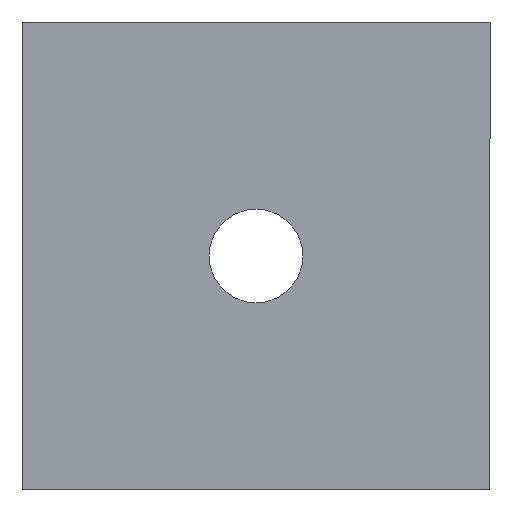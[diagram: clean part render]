
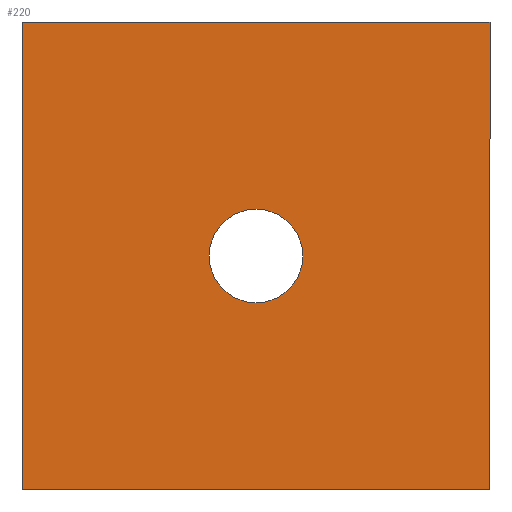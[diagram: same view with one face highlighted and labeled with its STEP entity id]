
A CAD part, front view. The second image highlights one B-rep face of the part: STEP entity #220.
In plain terms, the highlighted planar face has unit normal (0, -1, 0).
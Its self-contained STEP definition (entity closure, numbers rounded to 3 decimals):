
#6 = CARTESIAN_POINT ( 'NONE',  ( 0., 0., 0. ) ) ;
#9 = DIRECTION ( 'NONE',  ( 1., 0., 0. ) ) ;
#13 = VECTOR ( 'NONE', #33, 1000. ) ;
#14 = DIRECTION ( 'NONE',  ( 0., 1., 0. ) ) ;
#18 = CARTESIAN_POINT ( 'NONE',  ( -25., 0., 25. ) ) ;
#19 = VERTEX_POINT ( 'NONE', #354 ) ;
#26 = VECTOR ( 'NONE', #168, 1000. ) ;
#28 = EDGE_CURVE ( 'NONE', #102, #328, #84, .T. ) ;
#33 = DIRECTION ( 'NONE',  ( -1., 0., 0. ) ) ;
#34 = DIRECTION ( 'NONE',  ( 0., 0., 1. ) ) ;
#41 = CARTESIAN_POINT ( 'NONE',  ( 0., 0., 0. ) ) ;
#44 = CARTESIAN_POINT ( 'NONE',  ( 25., 0., -25. ) ) ;
#54 = LINE ( 'NONE', #334, #26 ) ;
#57 = CARTESIAN_POINT ( 'NONE',  ( -25., 0., -25. ) ) ;
#64 = DIRECTION ( 'NONE',  ( 0., 0., 1. ) ) ;
#78 = EDGE_CURVE ( 'NONE', #19, #322, #54, .T. ) ;
#84 = LINE ( 'NONE', #200, #158 ) ;
#88 = LINE ( 'NONE', #253, #288 ) ;
#93 = EDGE_CURVE ( 'NONE', #322, #102, #304, .T. ) ;
#95 = CARTESIAN_POINT ( 'NONE',  ( 0., 0., 0. ) ) ;
#102 = VERTEX_POINT ( 'NONE', #193 ) ;
#107 = VERTEX_POINT ( 'NONE', #300 ) ;
#114 = EDGE_CURVE ( 'NONE', #107, #236, #262, .T. ) ;
#115 = DIRECTION ( 'NONE',  ( 0., 1., 0. ) ) ;
#117 = ORIENTED_EDGE ( 'NONE', *, *, #93, .F. ) ;
#120 = EDGE_CURVE ( 'NONE', #236, #107, #204, .T. ) ;
#121 = CARTESIAN_POINT ( 'NONE',  ( 0., 0., -5. ) ) ;
#122 = AXIS2_PLACEMENT_3D ( 'NONE', #95, #207, #34 ) ;
#131 = ORIENTED_EDGE ( 'NONE', *, *, #28, .F. ) ;
#144 = FACE_BOUND ( 'NONE', #242, .T. ) ;
#158 = VECTOR ( 'NONE', #196, 1000. ) ;
#162 = ORIENTED_EDGE ( 'NONE', *, *, #120, .T. ) ;
#168 = DIRECTION ( 'NONE',  ( 0., 0., -1. ) ) ;
#191 = EDGE_LOOP ( 'NONE', ( #292, #320, #131, #117 ) ) ;
#193 = CARTESIAN_POINT ( 'NONE',  ( -25., 0., -25. ) ) ;
#196 = DIRECTION ( 'NONE',  ( 0., 0., 1. ) ) ;
#200 = CARTESIAN_POINT ( 'NONE',  ( -25., 0., -25. ) ) ;
#204 = CIRCLE ( 'NONE', #214, 5. ) ;
#207 = DIRECTION ( 'NONE',  ( 0., 1., 0. ) ) ;
#214 = AXIS2_PLACEMENT_3D ( 'NONE', #6, #115, #64 ) ;
#217 = EDGE_CURVE ( 'NONE', #328, #19, #88, .T. ) ;
#219 = AXIS2_PLACEMENT_3D ( 'NONE', #41, #14, #255 ) ;
#220 = ADVANCED_FACE ( 'NONE', ( #144, #232 ), #339, .F. ) ;
#232 = FACE_OUTER_BOUND ( 'NONE', #191, .T. ) ;
#236 = VERTEX_POINT ( 'NONE', #121 ) ;
#242 = EDGE_LOOP ( 'NONE', ( #280, #162 ) ) ;
#253 = CARTESIAN_POINT ( 'NONE',  ( -25., 0., 25. ) ) ;
#255 = DIRECTION ( 'NONE',  ( 0., 0., 1. ) ) ;
#262 = CIRCLE ( 'NONE', #122, 5. ) ;
#280 = ORIENTED_EDGE ( 'NONE', *, *, #114, .T. ) ;
#288 = VECTOR ( 'NONE', #9, 1000. ) ;
#292 = ORIENTED_EDGE ( 'NONE', *, *, #78, .F. ) ;
#300 = CARTESIAN_POINT ( 'NONE',  ( 0., 0., 5. ) ) ;
#304 = LINE ( 'NONE', #57, #13 ) ;
#320 = ORIENTED_EDGE ( 'NONE', *, *, #217, .F. ) ;
#322 = VERTEX_POINT ( 'NONE', #44 ) ;
#328 = VERTEX_POINT ( 'NONE', #18 ) ;
#334 = CARTESIAN_POINT ( 'NONE',  ( 25., 0., -25. ) ) ;
#339 = PLANE ( 'NONE',  #219 ) ;
#354 = CARTESIAN_POINT ( 'NONE',  ( 25., 0., 25. ) ) ;
